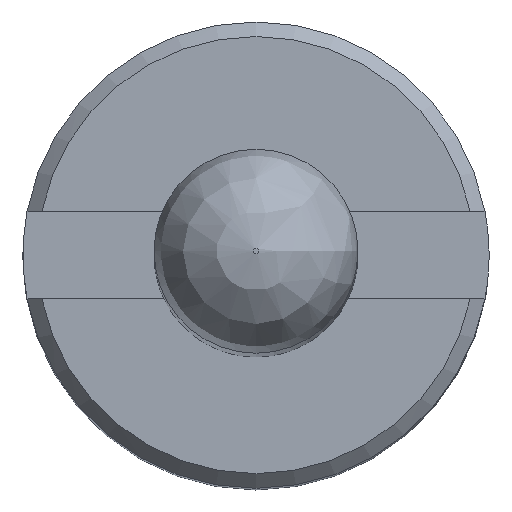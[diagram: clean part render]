
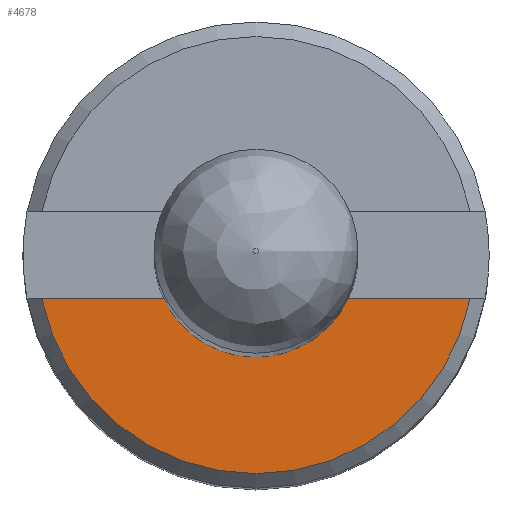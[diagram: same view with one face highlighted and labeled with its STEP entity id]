
A CAD part, top view. The second image highlights one B-rep face of the part: STEP entity #4678.
In plain terms, the highlighted face is planar.
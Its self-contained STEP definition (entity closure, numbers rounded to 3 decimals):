
#532=PLANE('',#4943);
#774=FACE_OUTER_BOUND('',#1049,.T.);
#1049=EDGE_LOOP('',(#4105,#4106,#4107,#4108));
#1153=CIRCLE('',#4944,7.5);
#1154=CIRCLE('',#4945,3.5);
#1436=LINE('',#11250,#1729);
#1442=LINE('',#11270,#1735);
#1729=VECTOR('',#5598,10.);
#1735=VECTOR('',#5606,10.);
#2157=VERTEX_POINT('',#11246);
#2159=VERTEX_POINT('',#11249);
#2163=VERTEX_POINT('',#11260);
#2166=VERTEX_POINT('',#11266);
#2800=EDGE_CURVE('',#2159,#2157,#1436,.T.);
#2808=EDGE_CURVE('',#2163,#2166,#1442,.T.);
#2831=EDGE_CURVE('',#2166,#2159,#1153,.T.);
#2832=EDGE_CURVE('',#2163,#2157,#1154,.T.);
#4105=ORIENTED_EDGE('',*,*,#2808,.T.);
#4106=ORIENTED_EDGE('',*,*,#2831,.T.);
#4107=ORIENTED_EDGE('',*,*,#2800,.T.);
#4108=ORIENTED_EDGE('',*,*,#2832,.F.);
#4678=ADVANCED_FACE('',(#774),#532,.T.);
#4943=AXIS2_PLACEMENT_3D('',#11316,#5650,#5651);
#4944=AXIS2_PLACEMENT_3D('',#11317,#5652,#5653);
#4945=AXIS2_PLACEMENT_3D('',#11318,#5654,#5655);
#5598=DIRECTION('',(0.,1.,0.));
#5606=DIRECTION('',(0.,1.,0.));
#5650=DIRECTION('center_axis',(1.,0.,0.));
#5651=DIRECTION('ref_axis',(0.,0.,-1.));
#5652=DIRECTION('center_axis',(1.,0.,0.));
#5653=DIRECTION('ref_axis',(0.,1.,0.));
#5654=DIRECTION('center_axis',(1.,0.,0.));
#5655=DIRECTION('ref_axis',(0.,1.,0.));
#11246=CARTESIAN_POINT('',(200.,-3.162,1.5));
#11249=CARTESIAN_POINT('',(200.,-7.348,1.5));
#11250=CARTESIAN_POINT('',(200.,6.923,1.5));
#11260=CARTESIAN_POINT('',(200.,3.162,1.5));
#11266=CARTESIAN_POINT('',(200.,7.348,1.5));
#11270=CARTESIAN_POINT('',(200.,6.923,1.5));
#11316=CARTESIAN_POINT('Origin',(200.,5.5,0.));
#11317=CARTESIAN_POINT('Origin',(200.,0.,0.));
#11318=CARTESIAN_POINT('Origin',(200.,0.,0.));
